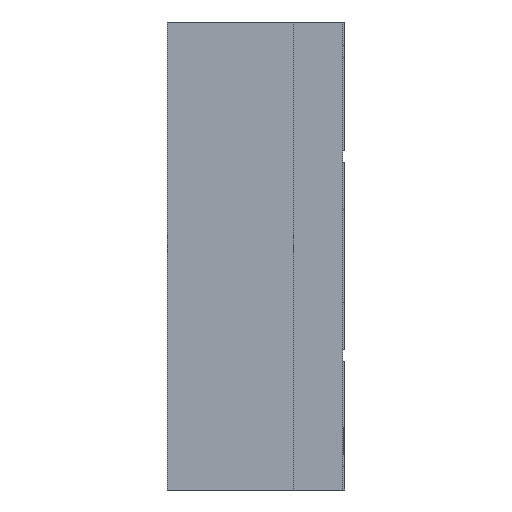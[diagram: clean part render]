
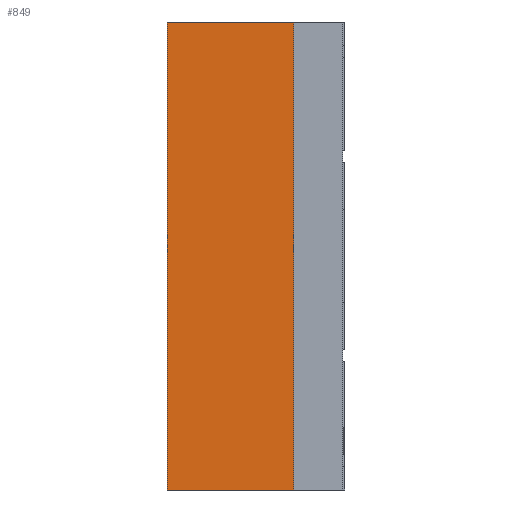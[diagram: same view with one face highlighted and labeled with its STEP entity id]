
A CAD part, left-side view. The second image highlights one B-rep face of the part: STEP entity #849.
In plain terms, the highlighted planar face has unit normal (-1, 0, 0).
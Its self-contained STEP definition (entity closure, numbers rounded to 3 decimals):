
#2 = CARTESIAN_POINT ( 'NONE',  ( -1., 0.27, -1. ) ) ;
#522 = EDGE_LOOP ( 'NONE', ( #2041, #1826, #1333, #2136 ) ) ;
#654 = CARTESIAN_POINT ( 'NONE',  ( -1., 0.27, 1. ) ) ;
#849 = ADVANCED_FACE ( 'NONE', ( #1307 ), #3005, .F. ) ;
#1232 = CARTESIAN_POINT ( 'NONE',  ( -1., -0.27, -1. ) ) ;
#1307 = FACE_OUTER_BOUND ( 'NONE', #522, .T. ) ;
#1323 = VECTOR ( 'NONE', #5089, 1000. ) ;
#1333 = ORIENTED_EDGE ( 'NONE', *, *, #4937, .F. ) ;
#1471 = CARTESIAN_POINT ( 'NONE',  ( -1., -0.27, -1. ) ) ;
#1601 = CARTESIAN_POINT ( 'NONE',  ( -1., 0.27, -1. ) ) ;
#1640 = VERTEX_POINT ( 'NONE', #654 ) ;
#1772 = EDGE_CURVE ( 'NONE', #2842, #4921, #3281, .T. ) ;
#1826 = ORIENTED_EDGE ( 'NONE', *, *, #2267, .F. ) ;
#1955 = VECTOR ( 'NONE', #4557, 1000. ) ;
#2041 = ORIENTED_EDGE ( 'NONE', *, *, #1772, .T. ) ;
#2136 = ORIENTED_EDGE ( 'NONE', *, *, #5055, .T. ) ;
#2158 = DIRECTION ( 'NONE',  ( 0., 0., 1. ) ) ;
#2267 = EDGE_CURVE ( 'NONE', #1640, #4921, #5880, .T. ) ;
#2540 = CARTESIAN_POINT ( 'NONE',  ( -1., -0.27, 1. ) ) ;
#2741 = LINE ( 'NONE', #3636, #1955 ) ;
#2842 = VERTEX_POINT ( 'NONE', #1471 ) ;
#2845 = VECTOR ( 'NONE', #2158, 1000. ) ;
#3005 = PLANE ( 'NONE',  #5065 ) ;
#3183 = CARTESIAN_POINT ( 'NONE',  ( -1., 0.27, -1. ) ) ;
#3281 = LINE ( 'NONE', #1232, #2845 ) ;
#3468 = CARTESIAN_POINT ( 'NONE',  ( -1., 0.27, 1. ) ) ;
#3636 = CARTESIAN_POINT ( 'NONE',  ( -1., 0.27, -1. ) ) ;
#3861 = DIRECTION ( 'NONE',  ( 0., 0., -1. ) ) ;
#3903 = LINE ( 'NONE', #3183, #1323 ) ;
#4129 = VERTEX_POINT ( 'NONE', #2 ) ;
#4557 = DIRECTION ( 'NONE',  ( 0., 0., 1. ) ) ;
#4921 = VERTEX_POINT ( 'NONE', #2540 ) ;
#4937 = EDGE_CURVE ( 'NONE', #4129, #1640, #2741, .T. ) ;
#5055 = EDGE_CURVE ( 'NONE', #4129, #2842, #3903, .T. ) ;
#5065 = AXIS2_PLACEMENT_3D ( 'NONE', #1601, #5237, #3861 ) ;
#5089 = DIRECTION ( 'NONE',  ( 0., -1., 0. ) ) ;
#5237 = DIRECTION ( 'NONE',  ( 1., 0., 0. ) ) ;
#5324 = DIRECTION ( 'NONE',  ( 0., -1., 0. ) ) ;
#5880 = LINE ( 'NONE', #3468, #5888 ) ;
#5888 = VECTOR ( 'NONE', #5324, 1000. ) ;
